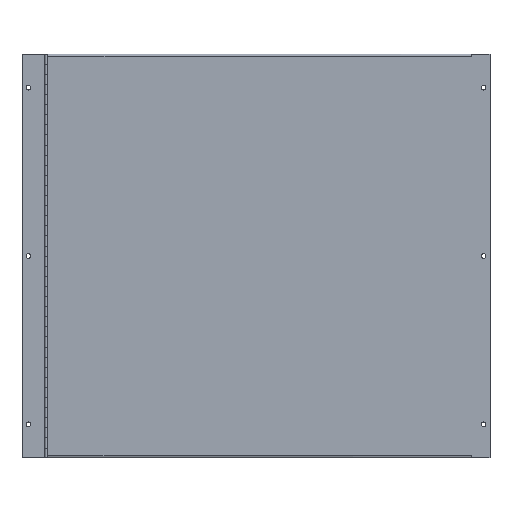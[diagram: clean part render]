
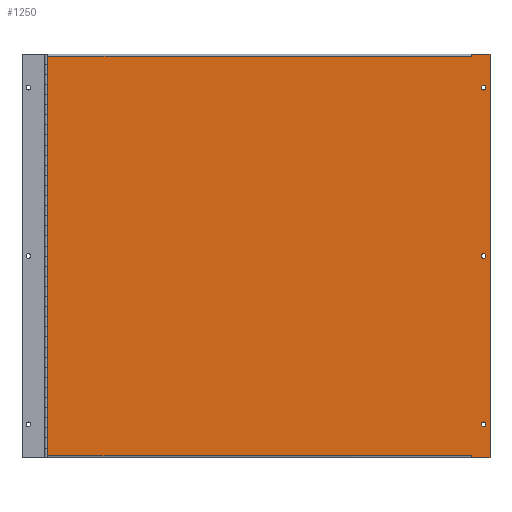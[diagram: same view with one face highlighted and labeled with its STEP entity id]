
A CAD part, top view. The second image highlights one B-rep face of the part: STEP entity #1250.
In plain terms, the highlighted planar face has unit normal (0, 0, 1).
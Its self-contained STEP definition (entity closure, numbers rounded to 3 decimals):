
#663=FACE_BOUND('',#1836,.T.);
#664=FACE_BOUND('',#1837,.T.);
#665=FACE_BOUND('',#1838,.T.);
#666=FACE_BOUND('',#1839,.T.);
#960=PLANE('',#6874);
#1250=ADVANCED_FACE('F2',(#663,#664,#665,#666),#960,.F.);
#1836=EDGE_LOOP('',(#3669));
#1837=EDGE_LOOP('',(#3670,#3671,#3672,#3673,#3674,#3675,#3676,#3677));
#1838=EDGE_LOOP('',(#3678));
#1839=EDGE_LOOP('',(#3679));
#2021=CIRCLE('',#6841,3.5);
#2023=CIRCLE('',#6844,3.5);
#2030=CIRCLE('',#6873,3.5);
#3669=ORIENTED_EDGE('',*,*,#5099,.F.);
#3670=ORIENTED_EDGE('',*,*,#5100,.F.);
#3671=ORIENTED_EDGE('',*,*,#5097,.F.);
#3672=ORIENTED_EDGE('',*,*,#5071,.F.);
#3673=ORIENTED_EDGE('',*,*,#5053,.F.);
#3674=ORIENTED_EDGE('',*,*,#5050,.F.);
#3675=ORIENTED_EDGE('',*,*,#5047,.F.);
#3676=ORIENTED_EDGE('',*,*,#5044,.F.);
#3677=ORIENTED_EDGE('',*,*,#5101,.F.);
#3678=ORIENTED_EDGE('',*,*,#5040,.F.);
#3679=ORIENTED_EDGE('',*,*,#5037,.F.);
#4221=VERTEX_POINT('',#10050);
#4223=VERTEX_POINT('',#10056);
#4225=VERTEX_POINT('',#10062);
#4228=VERTEX_POINT('',#10067);
#4229=VERTEX_POINT('',#10071);
#4232=VERTEX_POINT('',#10078);
#4233=VERTEX_POINT('',#10083);
#4247=VERTEX_POINT('',#10123);
#4264=VERTEX_POINT('',#10178);
#4265=VERTEX_POINT('',#10182);
#4266=VERTEX_POINT('',#10184);
#5037=EDGE_CURVE('E9',#4221,#4221,#2021,.T.);
#5040=EDGE_CURVE('E10',#4223,#4223,#2023,.T.);
#5044=EDGE_CURVE('E12',#4228,#4225,#5707,.T.);
#5047=EDGE_CURVE('E13',#4225,#4229,#5710,.T.);
#5050=EDGE_CURVE('E14',#4229,#4232,#5713,.T.);
#5053=EDGE_CURVE('E15',#4232,#4233,#5715,.T.);
#5071=EDGE_CURVE('E16',#4233,#4247,#5732,.T.);
#5097=EDGE_CURVE('E17',#4247,#4264,#5750,.T.);
#5099=EDGE_CURVE('',#4265,#4265,#2030,.T.);
#5100=EDGE_CURVE('E18',#4264,#4266,#5751,.T.);
#5101=EDGE_CURVE('E11',#4266,#4228,#5752,.T.);
#5707=LINE('',#10068,#6355);
#5710=LINE('',#10074,#6358);
#5713=LINE('',#10080,#6361);
#5715=LINE('',#10086,#6363);
#5732=LINE('',#10122,#6380);
#5750=LINE('',#10177,#6398);
#5751=LINE('',#10183,#6399);
#5752=LINE('',#10185,#6400);
#6355=VECTOR('',#8374,1.);
#6358=VECTOR('',#8379,1.);
#6361=VECTOR('',#8384,1.);
#6363=VECTOR('',#8390,1.);
#6380=VECTOR('',#8421,1.);
#6398=VECTOR('',#8467,1.);
#6399=VECTOR('',#8474,1.);
#6400=VECTOR('',#8475,1.);
#6841=AXIS2_PLACEMENT_3D('',#10053,#8360,#8361);
#6844=AXIS2_PLACEMENT_3D('',#10059,#8367,#8368);
#6873=AXIS2_PLACEMENT_3D('',#10181,#8472,#8473);
#6874=AXIS2_PLACEMENT_3D('',#10186,#8476,#8477);
#8360=DIRECTION('',(0.,0.,1.));
#8361=DIRECTION('',(1.,0.,0.));
#8367=DIRECTION('',(0.,0.,1.));
#8368=DIRECTION('',(1.,0.,0.));
#8374=DIRECTION('',(1.,0.,0.));
#8379=DIRECTION('',(0.,-1.,0.));
#8384=DIRECTION('',(-1.,0.,0.));
#8390=DIRECTION('',(0.,1.,0.));
#8421=DIRECTION('',(-1.,0.,0.));
#8467=DIRECTION('',(0.,1.,0.));
#8472=DIRECTION('',(0.,0.,1.));
#8473=DIRECTION('',(-1.,0.,0.));
#8474=DIRECTION('',(1.,0.,0.));
#8475=DIRECTION('',(0.,1.,0.));
#8476=DIRECTION('',(0.,0.,-1.));
#8477=DIRECTION('',(0.,-1.,0.));
#10050=CARTESIAN_POINT('',(-484.021,-1146.305,64.137));
#10053=CARTESIAN_POINT('',(-487.521,-1146.305,64.137));
#10056=CARTESIAN_POINT('',(-484.021,-1646.305,64.137));
#10059=CARTESIAN_POINT('',(-487.521,-1646.305,64.137));
#10062=CARTESIAN_POINT('',(-478.021,-1096.555,64.137));
#10067=CARTESIAN_POINT('',(-505.521,-1096.555,64.137));
#10068=CARTESIAN_POINT('',(-491.771,-1096.555,64.137));
#10071=CARTESIAN_POINT('',(-478.021,-1696.055,64.137));
#10074=CARTESIAN_POINT('',(-478.021,-1246.305,64.137));
#10078=CARTESIAN_POINT('',(-505.521,-1696.055,64.137));
#10080=CARTESIAN_POINT('',(-491.771,-1696.055,64.137));
#10083=CARTESIAN_POINT('',(-505.521,-1693.255,64.137));
#10086=CARTESIAN_POINT('',(-505.522,-1296.525,64.137));
#10122=CARTESIAN_POINT('',(-505.491,-1693.255,64.137));
#10123=CARTESIAN_POINT('',(-1134.518,-1693.255,64.137));
#10177=CARTESIAN_POINT('',(-1134.519,-1411.03,64.137));
#10178=CARTESIAN_POINT('',(-1134.521,-1099.355,64.137));
#10181=CARTESIAN_POINT('',(-487.521,-1396.305,64.137));
#10182=CARTESIAN_POINT('',(-491.021,-1396.305,64.137));
#10183=CARTESIAN_POINT('',(-1134.551,-1099.355,64.137));
#10184=CARTESIAN_POINT('',(-505.521,-1099.355,64.137));
#10185=CARTESIAN_POINT('',(-505.521,-1097.955,64.137));
#10186=CARTESIAN_POINT('',(-477.991,-1096.525,64.137));
